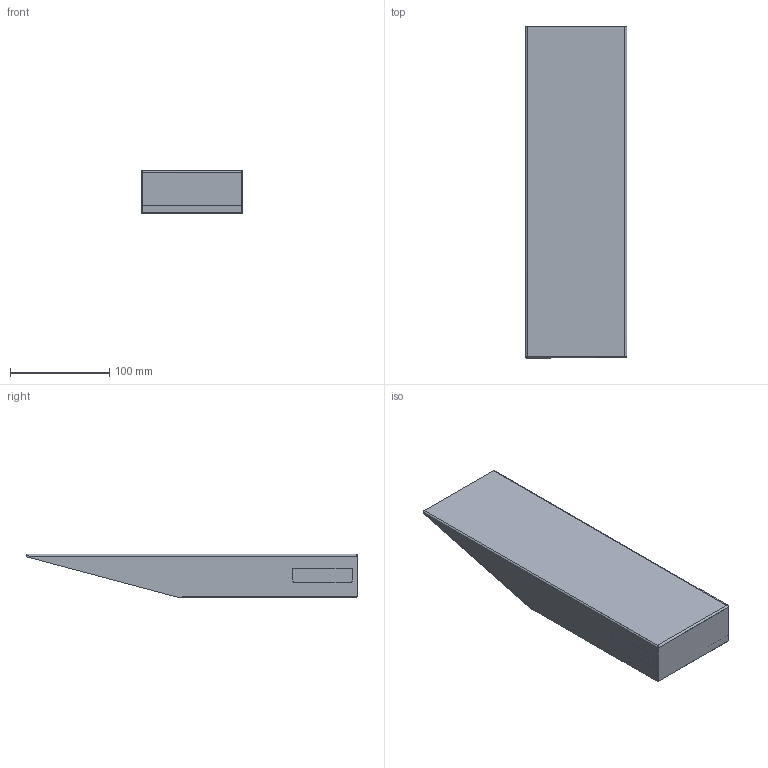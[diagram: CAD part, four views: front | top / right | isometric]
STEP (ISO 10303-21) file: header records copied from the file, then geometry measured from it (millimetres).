
FILE_DESCRIPTION(/* description */ (''),/* implementation_level */ '2;1');
FILE_NAME(/* name */ 'TBBB033514 - Customer.stp',/* time_stamp */ '2023-02-16T09:34:52+01:00',/* author */ ('dk'),/* organization */ (''),/* preprocessor_version */ 'ST-DEVELOPER v18.1',/* originating_system */ 'Autodesk Inventor 2021',/* authorisation */ '');
FILE_SCHEMA (('AUTOMOTIVE_DESIGN { 1 0 10303 214 3 1 1 }'));
Length unit declared in the file: millimetre
Products named in the file (1): TBBB033514_Shrinkwrap_1
Bounding box: 102.1 x 334 x 43.8 mm (x, y, z)
Volume: 213180.1 mm3; surface area: 193174.1 mm2
Topology: 2 solids, 2 shells, 59 faces, 138 edges, 84 vertices
Faces by surface type: plane 39, cylinder 14, bspline 4, cone 2
Full cylindrical faces by diameter (mm): 6.647 x2, 12 x2
Entity records: 1882 total; most frequent: CARTESIAN_POINT 406, ORIENTED_EDGE 276, DIRECTION 270, EDGE_CURVE 138, LINE 102, VECTOR 102, VERTEX_POINT 84, AXIS2_PLACEMENT_3D 84
